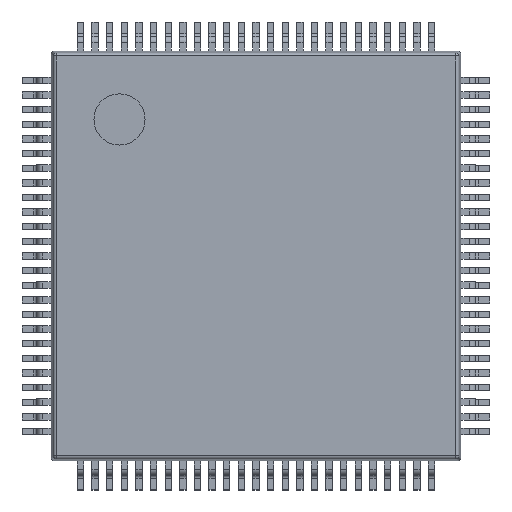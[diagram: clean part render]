
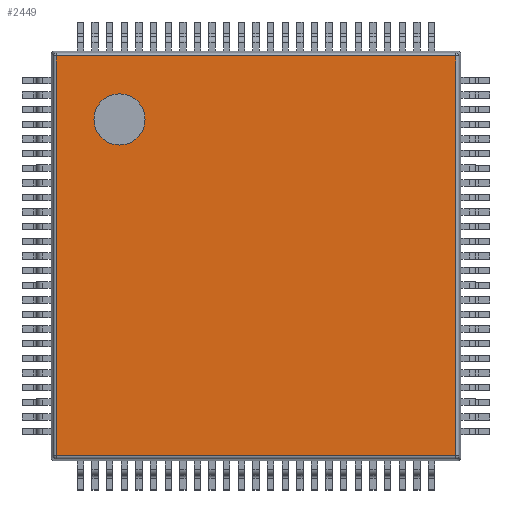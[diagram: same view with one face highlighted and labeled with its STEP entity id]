
A CAD part, top view. The second image highlights one B-rep face of the part: STEP entity #2449.
In plain terms, the highlighted planar face has unit normal (0, 0, 1).
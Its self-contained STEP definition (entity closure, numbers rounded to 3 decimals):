
#2104 = VERTEX_POINT('',#2105);
#2105 = CARTESIAN_POINT('',(0.165,0.165,1.6));
#2112 = EDGE_CURVE('',#2104,#2113,#2115,.T.);
#2113 = VERTEX_POINT('',#2114);
#2114 = CARTESIAN_POINT('',(0.165,13.835,1.6));
#2115 = LINE('',#2116,#2117);
#2116 = CARTESIAN_POINT('',(0.165,0.075,1.6));
#2117 = VECTOR('',#2118,1.);
#2118 = DIRECTION('',(0.,1.,-0.));
#2449 = ADVANCED_FACE('',(#2450,#2475),#2486,.T.);
#2450 = FACE_BOUND('',#2451,.T.);
#2451 = EDGE_LOOP('',(#2452,#2453,#2461,#2469));
#2452 = ORIENTED_EDGE('',*,*,#2112,.F.);
#2453 = ORIENTED_EDGE('',*,*,#2454,.T.);
#2454 = EDGE_CURVE('',#2104,#2455,#2457,.T.);
#2455 = VERTEX_POINT('',#2456);
#2456 = CARTESIAN_POINT('',(13.835,0.165,1.6));
#2457 = LINE('',#2458,#2459);
#2458 = CARTESIAN_POINT('',(0.075,0.165,1.6));
#2459 = VECTOR('',#2460,1.);
#2460 = DIRECTION('',(1.,-0.,0.));
#2461 = ORIENTED_EDGE('',*,*,#2462,.T.);
#2462 = EDGE_CURVE('',#2455,#2463,#2465,.T.);
#2463 = VERTEX_POINT('',#2464);
#2464 = CARTESIAN_POINT('',(13.835,13.835,1.6));
#2465 = LINE('',#2466,#2467);
#2466 = CARTESIAN_POINT('',(13.835,0.075,1.6));
#2467 = VECTOR('',#2468,1.);
#2468 = DIRECTION('',(0.,1.,-0.));
#2469 = ORIENTED_EDGE('',*,*,#2470,.F.);
#2470 = EDGE_CURVE('',#2113,#2463,#2471,.T.);
#2471 = LINE('',#2472,#2473);
#2472 = CARTESIAN_POINT('',(0.075,13.835,1.6));
#2473 = VECTOR('',#2474,1.);
#2474 = DIRECTION('',(1.,0.,0.));
#2475 = FACE_BOUND('',#2476,.T.);
#2476 = EDGE_LOOP('',(#2477));
#2477 = ORIENTED_EDGE('',*,*,#2478,.F.);
#2478 = EDGE_CURVE('',#2479,#2479,#2481,.T.);
#2479 = VERTEX_POINT('',#2480);
#2480 = CARTESIAN_POINT('',(3.208,11.667,1.6));
#2481 = CIRCLE('',#2482,0.875);
#2482 = AXIS2_PLACEMENT_3D('',#2483,#2484,#2485);
#2483 = CARTESIAN_POINT('',(2.333,11.667,1.6));
#2484 = DIRECTION('',(0.,0.,1.));
#2485 = DIRECTION('',(1.,0.,-0.));
#2486 = PLANE('',#2487);
#2487 = AXIS2_PLACEMENT_3D('',#2488,#2489,#2490);
#2488 = CARTESIAN_POINT('',(0.,0.,1.6));
#2489 = DIRECTION('',(0.,0.,1.));
#2490 = DIRECTION('',(1.,0.,-0.));
